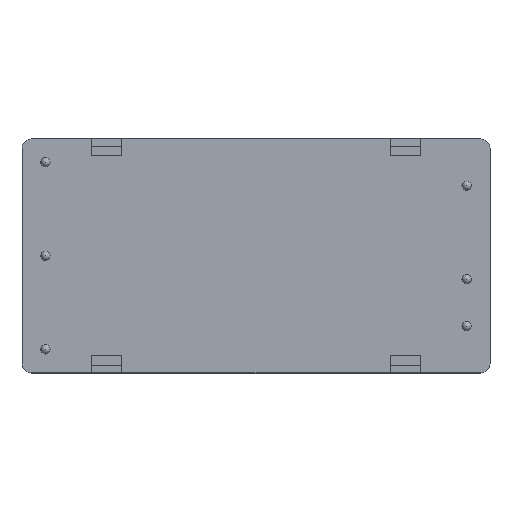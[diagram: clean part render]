
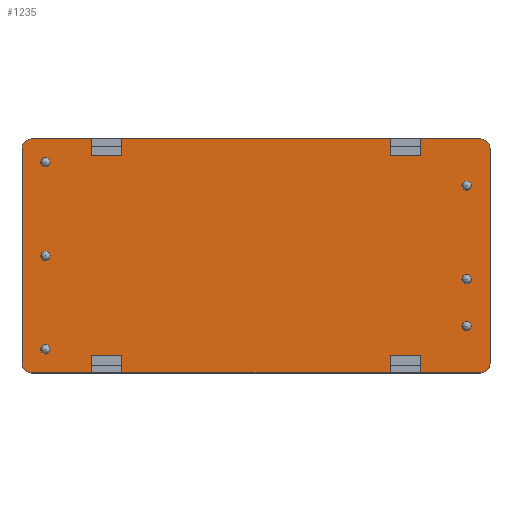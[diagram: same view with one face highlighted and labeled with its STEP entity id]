
A CAD part, top view. The second image highlights one B-rep face of the part: STEP entity #1235.
In plain terms, the highlighted planar face has unit normal (0, 0, 1).
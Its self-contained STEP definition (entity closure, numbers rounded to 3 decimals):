
#51=FACE_OUTER_BOUND('',#119,.T.);
#119=EDGE_LOOP('',(#817,#818,#819,#820,#821,#822,#823,#824,#825,#826,#827,
#828,#829,#830,#831,#832,#833,#834,#835,#836,#837,#838,#839,#840));
#193=CIRCLE('',#1319,1.001);
#194=CIRCLE('',#1320,1.001);
#195=CIRCLE('',#1321,1.001);
#196=CIRCLE('',#1322,1.001);
#241=LINE('',#1800,#381);
#242=LINE('',#1802,#382);
#243=LINE('',#1804,#383);
#244=LINE('',#1806,#384);
#245=LINE('',#1808,#385);
#246=LINE('',#1810,#386);
#247=LINE('',#1814,#387);
#248=LINE('',#1818,#388);
#249=LINE('',#1820,#389);
#250=LINE('',#1822,#390);
#251=LINE('',#1824,#391);
#252=LINE('',#1826,#392);
#253=LINE('',#1828,#393);
#254=LINE('',#1830,#394);
#255=LINE('',#1832,#395);
#256=LINE('',#1834,#396);
#257=LINE('',#1838,#397);
#258=LINE('',#1842,#398);
#259=LINE('',#1844,#399);
#260=LINE('',#1845,#400);
#381=VECTOR('',#1434,1.85);
#382=VECTOR('',#1435,29.12);
#383=VECTOR('',#1436,1.85);
#384=VECTOR('',#1437,3.3);
#385=VECTOR('',#1438,1.85);
#386=VECTOR('',#1439,6.54);
#387=VECTOR('',#1442,23.4);
#388=VECTOR('',#1445,6.54);
#389=VECTOR('',#1446,1.85);
#390=VECTOR('',#1447,3.3);
#391=VECTOR('',#1448,1.85);
#392=VECTOR('',#1449,29.12);
#393=VECTOR('',#1450,1.85);
#394=VECTOR('',#1451,3.3);
#395=VECTOR('',#1452,1.85);
#396=VECTOR('',#1453,6.54);
#397=VECTOR('',#1456,23.4);
#398=VECTOR('',#1459,6.54);
#399=VECTOR('',#1460,1.85);
#400=VECTOR('',#1461,3.3);
#521=VERTEX_POINT('',#1798);
#522=VERTEX_POINT('',#1799);
#523=VERTEX_POINT('',#1801);
#524=VERTEX_POINT('',#1803);
#525=VERTEX_POINT('',#1805);
#526=VERTEX_POINT('',#1807);
#527=VERTEX_POINT('',#1809);
#528=VERTEX_POINT('',#1811);
#529=VERTEX_POINT('',#1813);
#530=VERTEX_POINT('',#1815);
#531=VERTEX_POINT('',#1817);
#532=VERTEX_POINT('',#1819);
#533=VERTEX_POINT('',#1821);
#534=VERTEX_POINT('',#1823);
#535=VERTEX_POINT('',#1825);
#536=VERTEX_POINT('',#1827);
#537=VERTEX_POINT('',#1829);
#538=VERTEX_POINT('',#1831);
#539=VERTEX_POINT('',#1833);
#540=VERTEX_POINT('',#1835);
#541=VERTEX_POINT('',#1837);
#542=VERTEX_POINT('',#1839);
#543=VERTEX_POINT('',#1841);
#544=VERTEX_POINT('',#1843);
#629=EDGE_CURVE('',#521,#522,#241,.T.);
#630=EDGE_CURVE('',#523,#522,#242,.T.);
#631=EDGE_CURVE('',#523,#524,#243,.T.);
#632=EDGE_CURVE('',#524,#525,#244,.T.);
#633=EDGE_CURVE('',#525,#526,#245,.T.);
#634=EDGE_CURVE('',#527,#526,#246,.T.);
#635=EDGE_CURVE('',#528,#527,#193,.T.);
#636=EDGE_CURVE('',#529,#528,#247,.T.);
#637=EDGE_CURVE('',#530,#529,#194,.T.);
#638=EDGE_CURVE('',#531,#530,#248,.T.);
#639=EDGE_CURVE('',#531,#532,#249,.T.);
#640=EDGE_CURVE('',#532,#533,#250,.T.);
#641=EDGE_CURVE('',#533,#534,#251,.T.);
#642=EDGE_CURVE('',#535,#534,#252,.T.);
#643=EDGE_CURVE('',#535,#536,#253,.T.);
#644=EDGE_CURVE('',#536,#537,#254,.T.);
#645=EDGE_CURVE('',#537,#538,#255,.T.);
#646=EDGE_CURVE('',#539,#538,#256,.T.);
#647=EDGE_CURVE('',#540,#539,#195,.T.);
#648=EDGE_CURVE('',#541,#540,#257,.T.);
#649=EDGE_CURVE('',#542,#541,#196,.T.);
#650=EDGE_CURVE('',#543,#542,#258,.T.);
#651=EDGE_CURVE('',#543,#544,#259,.T.);
#652=EDGE_CURVE('',#544,#521,#260,.T.);
#817=ORIENTED_EDGE('',*,*,#629,.T.);
#818=ORIENTED_EDGE('',*,*,#630,.F.);
#819=ORIENTED_EDGE('',*,*,#631,.T.);
#820=ORIENTED_EDGE('',*,*,#632,.T.);
#821=ORIENTED_EDGE('',*,*,#633,.T.);
#822=ORIENTED_EDGE('',*,*,#634,.F.);
#823=ORIENTED_EDGE('',*,*,#635,.F.);
#824=ORIENTED_EDGE('',*,*,#636,.F.);
#825=ORIENTED_EDGE('',*,*,#637,.F.);
#826=ORIENTED_EDGE('',*,*,#638,.F.);
#827=ORIENTED_EDGE('',*,*,#639,.T.);
#828=ORIENTED_EDGE('',*,*,#640,.T.);
#829=ORIENTED_EDGE('',*,*,#641,.T.);
#830=ORIENTED_EDGE('',*,*,#642,.F.);
#831=ORIENTED_EDGE('',*,*,#643,.T.);
#832=ORIENTED_EDGE('',*,*,#644,.T.);
#833=ORIENTED_EDGE('',*,*,#645,.T.);
#834=ORIENTED_EDGE('',*,*,#646,.F.);
#835=ORIENTED_EDGE('',*,*,#647,.F.);
#836=ORIENTED_EDGE('',*,*,#648,.F.);
#837=ORIENTED_EDGE('',*,*,#649,.F.);
#838=ORIENTED_EDGE('',*,*,#650,.F.);
#839=ORIENTED_EDGE('',*,*,#651,.T.);
#840=ORIENTED_EDGE('',*,*,#652,.T.);
#1131=PLANE('',#1318);
#1235=ADVANCED_FACE('',(#51),#1131,.T.);
#1318=AXIS2_PLACEMENT_3D('',#1797,#1432,#1433);
#1319=AXIS2_PLACEMENT_3D('',#1812,#1440,#1441);
#1320=AXIS2_PLACEMENT_3D('',#1816,#1443,#1444);
#1321=AXIS2_PLACEMENT_3D('',#1836,#1454,#1455);
#1322=AXIS2_PLACEMENT_3D('',#1840,#1457,#1458);
#1432=DIRECTION('center_axis',(0.,0.,
1.));
#1433=DIRECTION('ref_axis',(1.,0.,0.));
#1434=DIRECTION('',(0.,-1.,0.));
#1435=DIRECTION('',(-1.,0.,0.));
#1436=DIRECTION('',(0.,1.,0.));
#1437=DIRECTION('',(1.,0.,0.));
#1438=DIRECTION('',(0.,-1.,0.));
#1439=DIRECTION('',(-1.,0.,0.));
#1440=DIRECTION('center_axis',(0.,0.,-1.));
#1441=DIRECTION('ref_axis',(0.,1.,0.));
#1442=DIRECTION('',(0.,-1.,0.));
#1443=DIRECTION('center_axis',(0.,0.,-1.));
#1444=DIRECTION('ref_axis',(-1.,0.,0.));
#1445=DIRECTION('',(1.,0.,0.));
#1446=DIRECTION('',(0.,-1.,0.));
#1447=DIRECTION('',(-1.,0.,0.));
#1448=DIRECTION('',(0.,1.,0.));
#1449=DIRECTION('',(1.,0.,0.));
#1450=DIRECTION('',(0.,-1.,0.));
#1451=DIRECTION('',(-1.,0.,0.));
#1452=DIRECTION('',(0.,1.,0.));
#1453=DIRECTION('',(1.,0.,0.));
#1454=DIRECTION('center_axis',(0.,0.,-1.));
#1455=DIRECTION('ref_axis',(0.,-1.,0.));
#1456=DIRECTION('',(0.,1.,0.));
#1457=DIRECTION('center_axis',(0.,0.,-1.));
#1458=DIRECTION('ref_axis',(1.,0.,0.));
#1459=DIRECTION('',(-1.,0.,0.));
#1460=DIRECTION('',(0.,1.,0.));
#1461=DIRECTION('',(1.,0.,0.));
#1797=CARTESIAN_POINT('Origin',(0.,0.,11.));
#1798=CARTESIAN_POINT('',(-14.56,-10.851,11.));
#1799=CARTESIAN_POINT('',(-14.56,-12.701,11.));
#1800=CARTESIAN_POINT('',(-14.56,-6.351,11.));
#1801=CARTESIAN_POINT('',(14.56,-12.701,11.));
#1802=CARTESIAN_POINT('',(24.4,-12.701,11.));
#1803=CARTESIAN_POINT('',(14.56,-10.851,11.));
#1804=CARTESIAN_POINT('',(14.56,-5.426,11.));
#1805=CARTESIAN_POINT('',(17.86,-10.851,11.));
#1806=CARTESIAN_POINT('',(8.93,-10.851,11.));
#1807=CARTESIAN_POINT('',(17.86,-12.701,11.));
#1808=CARTESIAN_POINT('',(17.86,-6.351,11.));
#1809=CARTESIAN_POINT('',(24.4,-12.701,11.));
#1810=CARTESIAN_POINT('',(24.4,-12.701,11.));
#1811=CARTESIAN_POINT('',(25.401,-11.7,11.));
#1812=CARTESIAN_POINT('Origin',(24.4,-11.7,11.));
#1813=CARTESIAN_POINT('',(25.401,11.7,11.));
#1814=CARTESIAN_POINT('',(25.401,11.7,11.));
#1815=CARTESIAN_POINT('',(24.4,12.701,11.));
#1816=CARTESIAN_POINT('Origin',(24.4,11.7,11.));
#1817=CARTESIAN_POINT('',(17.86,12.701,11.));
#1818=CARTESIAN_POINT('',(-24.4,12.701,11.));
#1819=CARTESIAN_POINT('',(17.86,10.851,11.));
#1820=CARTESIAN_POINT('',(17.86,5.426,11.));
#1821=CARTESIAN_POINT('',(14.56,10.851,11.));
#1822=CARTESIAN_POINT('',(7.28,10.851,11.));
#1823=CARTESIAN_POINT('',(14.56,12.701,11.));
#1824=CARTESIAN_POINT('',(14.56,6.351,11.));
#1825=CARTESIAN_POINT('',(-14.56,12.701,11.));
#1826=CARTESIAN_POINT('',(-24.4,12.701,11.));
#1827=CARTESIAN_POINT('',(-14.56,10.851,11.));
#1828=CARTESIAN_POINT('',(-14.56,5.426,11.));
#1829=CARTESIAN_POINT('',(-17.86,10.851,11.));
#1830=CARTESIAN_POINT('',(-8.93,10.851,11.));
#1831=CARTESIAN_POINT('',(-17.86,12.701,11.));
#1832=CARTESIAN_POINT('',(-17.86,6.351,11.));
#1833=CARTESIAN_POINT('',(-24.4,12.701,11.));
#1834=CARTESIAN_POINT('',(-24.4,12.701,11.));
#1835=CARTESIAN_POINT('',(-25.401,11.7,11.));
#1836=CARTESIAN_POINT('Origin',(-24.4,11.7,11.));
#1837=CARTESIAN_POINT('',(-25.401,-11.7,11.));
#1838=CARTESIAN_POINT('',(-25.401,-11.7,11.));
#1839=CARTESIAN_POINT('',(-24.4,-12.701,11.));
#1840=CARTESIAN_POINT('Origin',(-24.4,-11.7,11.));
#1841=CARTESIAN_POINT('',(-17.86,-12.701,11.));
#1842=CARTESIAN_POINT('',(24.4,-12.701,11.));
#1843=CARTESIAN_POINT('',(-17.86,-10.851,11.));
#1844=CARTESIAN_POINT('',(-17.86,-5.426,11.));
#1845=CARTESIAN_POINT('',(-7.28,-10.851,11.));
